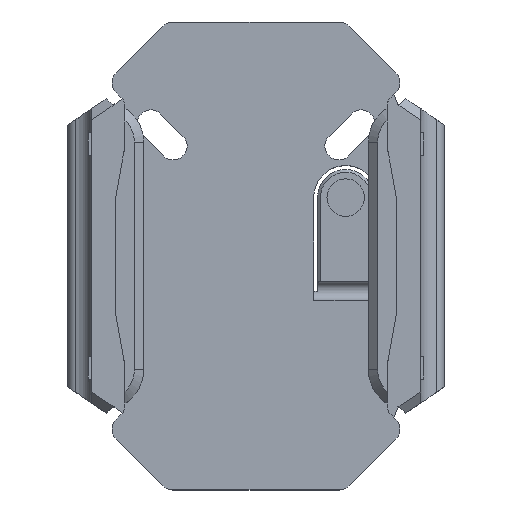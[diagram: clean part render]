
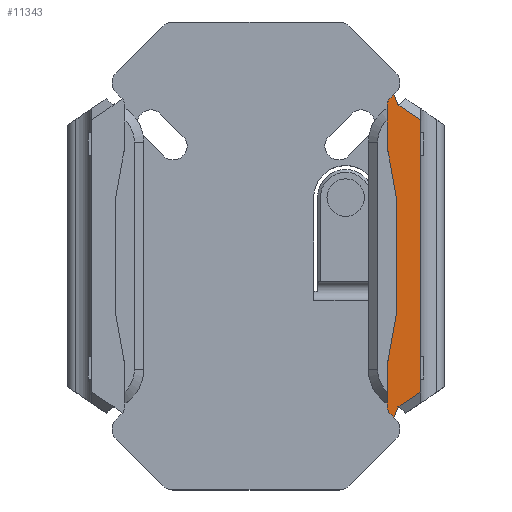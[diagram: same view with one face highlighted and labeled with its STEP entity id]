
A CAD part, top view. The second image highlights one B-rep face of the part: STEP entity #11343.
In plain terms, the highlighted planar face has unit normal (0, 0, 1).
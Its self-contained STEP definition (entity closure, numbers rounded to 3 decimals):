
#96=CIRCLE('',#11928,1.043);
#97=CIRCLE('',#11929,0.9);
#98=CIRCLE('',#11930,0.9);
#99=CIRCLE('',#11931,1.043);
#100=CIRCLE('',#11932,1.5);
#101=CIRCLE('',#11933,1.5);
#1147=FACE_OUTER_BOUND('',#1789,.T.);
#1789=EDGE_LOOP('',(#8345,#8346,#8347,#8348,#8349,#8350,#8351,#8352,#8353,
#8354,#8355,#8356,#8357,#8358,#8359,#8360,#8361,#8362));
#2589=LINE('',#16886,#3706);
#2597=LINE('',#16901,#3714);
#2598=LINE('',#16906,#3715);
#2599=LINE('',#16910,#3716);
#2600=LINE('',#16912,#3717);
#2601=LINE('',#16914,#3718);
#2602=LINE('',#16918,#3719);
#2603=LINE('',#16922,#3720);
#2604=LINE('',#16924,#3721);
#2605=LINE('',#16928,#3722);
#2606=LINE('',#16930,#3723);
#2607=LINE('',#16932,#3724);
#3706=VECTOR('',#13109,10.);
#3714=VECTOR('',#13119,10.);
#3715=VECTOR('',#13124,10.);
#3716=VECTOR('',#13127,10.);
#3717=VECTOR('',#13128,10.);
#3718=VECTOR('',#13129,10.);
#3719=VECTOR('',#13132,10.);
#3720=VECTOR('',#13135,10.);
#3721=VECTOR('',#13136,10.);
#3722=VECTOR('',#13139,10.);
#3723=VECTOR('',#13140,10.);
#3724=VECTOR('',#13141,10.);
#4845=VERTEX_POINT('',#16882);
#4847=VERTEX_POINT('',#16885);
#4853=VERTEX_POINT('',#16899);
#4854=VERTEX_POINT('',#16903);
#4855=VERTEX_POINT('',#16905);
#4856=VERTEX_POINT('',#16907);
#4857=VERTEX_POINT('',#16909);
#4858=VERTEX_POINT('',#16911);
#4859=VERTEX_POINT('',#16913);
#4860=VERTEX_POINT('',#16915);
#4861=VERTEX_POINT('',#16917);
#4862=VERTEX_POINT('',#16919);
#4863=VERTEX_POINT('',#16921);
#4864=VERTEX_POINT('',#16923);
#4865=VERTEX_POINT('',#16925);
#4866=VERTEX_POINT('',#16927);
#4867=VERTEX_POINT('',#16929);
#4868=VERTEX_POINT('',#16931);
#6133=EDGE_CURVE('',#4845,#4847,#2589,.T.);
#6141=EDGE_CURVE('',#4845,#4853,#2597,.T.);
#6142=EDGE_CURVE('',#4853,#4854,#96,.T.);
#6143=EDGE_CURVE('',#4854,#4855,#2598,.T.);
#6144=EDGE_CURVE('',#4855,#4856,#97,.T.);
#6145=EDGE_CURVE('',#4857,#4856,#2599,.T.);
#6146=EDGE_CURVE('',#4857,#4858,#2600,.T.);
#6147=EDGE_CURVE('',#4858,#4859,#2601,.T.);
#6148=EDGE_CURVE('',#4859,#4860,#98,.T.);
#6149=EDGE_CURVE('',#4860,#4861,#2602,.T.);
#6150=EDGE_CURVE('',#4861,#4862,#99,.T.);
#6151=EDGE_CURVE('',#4862,#4863,#2603,.T.);
#6152=EDGE_CURVE('',#4863,#4864,#2604,.T.);
#6153=EDGE_CURVE('',#4864,#4865,#100,.T.);
#6154=EDGE_CURVE('',#4865,#4866,#2605,.T.);
#6155=EDGE_CURVE('',#4866,#4867,#2606,.T.);
#6156=EDGE_CURVE('',#4867,#4868,#2607,.T.);
#6157=EDGE_CURVE('',#4868,#4847,#101,.T.);
#8345=ORIENTED_EDGE('',*,*,#6141,.T.);
#8346=ORIENTED_EDGE('',*,*,#6142,.T.);
#8347=ORIENTED_EDGE('',*,*,#6143,.T.);
#8348=ORIENTED_EDGE('',*,*,#6144,.T.);
#8349=ORIENTED_EDGE('',*,*,#6145,.F.);
#8350=ORIENTED_EDGE('',*,*,#6146,.T.);
#8351=ORIENTED_EDGE('',*,*,#6147,.T.);
#8352=ORIENTED_EDGE('',*,*,#6148,.T.);
#8353=ORIENTED_EDGE('',*,*,#6149,.T.);
#8354=ORIENTED_EDGE('',*,*,#6150,.T.);
#8355=ORIENTED_EDGE('',*,*,#6151,.T.);
#8356=ORIENTED_EDGE('',*,*,#6152,.T.);
#8357=ORIENTED_EDGE('',*,*,#6153,.T.);
#8358=ORIENTED_EDGE('',*,*,#6154,.T.);
#8359=ORIENTED_EDGE('',*,*,#6155,.T.);
#8360=ORIENTED_EDGE('',*,*,#6156,.T.);
#8361=ORIENTED_EDGE('',*,*,#6157,.T.);
#8362=ORIENTED_EDGE('',*,*,#6133,.F.);
#10911=PLANE('',#11927);
#11343=ADVANCED_FACE('',(#1147),#10911,.T.);
#11927=AXIS2_PLACEMENT_3D('',#16902,#13120,#13121);
#11928=AXIS2_PLACEMENT_3D('',#16904,#13122,#13123);
#11929=AXIS2_PLACEMENT_3D('',#16908,#13125,#13126);
#11930=AXIS2_PLACEMENT_3D('',#16916,#13130,#13131);
#11931=AXIS2_PLACEMENT_3D('',#16920,#13133,#13134);
#11932=AXIS2_PLACEMENT_3D('',#16926,#13137,#13138);
#11933=AXIS2_PLACEMENT_3D('',#16933,#13142,#13143);
#13109=DIRECTION('',(0.389,-0.921,0.));
#13119=DIRECTION('',(-0.702,-0.712,0.));
#13120=DIRECTION('center_axis',(0.,0.,1.));
#13121=DIRECTION('ref_axis',(-1.,0.,0.));
#13122=DIRECTION('center_axis',(0.,0.,1.));
#13123=DIRECTION('ref_axis',(-0.548,-0.837,0.));
#13124=DIRECTION('',(0.021,-1.,0.));
#13125=DIRECTION('center_axis',(0.,0.,1.));
#13126=DIRECTION('ref_axis',(0.866,0.5,0.));
#13127=DIRECTION('',(-0.177,0.984,0.));
#13128=DIRECTION('',(0.,-1.,0.));
#13129=DIRECTION('',(-0.177,-0.984,0.));
#13130=DIRECTION('center_axis',(0.,0.,1.));
#13131=DIRECTION('ref_axis',(0.866,-0.5,0.));
#13132=DIRECTION('',(-0.021,-1.,0.));
#13133=DIRECTION('center_axis',(0.,0.,1.));
#13134=DIRECTION('ref_axis',(-0.707,-0.707,0.));
#13135=DIRECTION('',(0.702,-0.712,0.));
#13136=DIRECTION('',(0.389,0.921,0.));
#13137=DIRECTION('center_axis',(0.,0.,-1.));
#13138=DIRECTION('ref_axis',(-0.912,-0.41,0.));
#13139=DIRECTION('',(0.837,0.548,0.));
#13140=DIRECTION('',(0.,1.,0.));
#13141=DIRECTION('',(-0.837,0.548,0.));
#13142=DIRECTION('center_axis',(0.,0.,-1.));
#13143=DIRECTION('ref_axis',(-0.904,0.427,0.));
#16882=CARTESIAN_POINT('',(14.721,17.227,5.5));
#16885=CARTESIAN_POINT('',(15.177,16.148,5.5));
#16886=CARTESIAN_POINT('',(14.721,17.227,5.5));
#16899=CARTESIAN_POINT('',(14.3,16.8,5.5));
#16901=CARTESIAN_POINT('',(10.467,12.911,5.5));
#16902=CARTESIAN_POINT('Origin',(15.789,0.,
5.5));
#16903=CARTESIAN_POINT('',(14.,16.046,5.5));
#16904=CARTESIAN_POINT('Origin',(15.043,16.068,5.5));
#16905=CARTESIAN_POINT('',(14.1,11.249,5.5));
#16906=CARTESIAN_POINT('',(14.168,8.008,5.5));
#16907=CARTESIAN_POINT('',(14.114,11.109,5.5));
#16908=CARTESIAN_POINT('Origin',(15.,11.268,5.5));
#16909=CARTESIAN_POINT('',(15.034,6.,5.5));
#16910=CARTESIAN_POINT('',(15.109,5.583,5.5));
#16911=CARTESIAN_POINT('',(15.034,-6.,5.5));
#16912=CARTESIAN_POINT('',(15.034,6.,5.5));
#16913=CARTESIAN_POINT('',(14.114,-11.109,5.5));
#16914=CARTESIAN_POINT('',(15.569,-3.028,5.5));
#16915=CARTESIAN_POINT('',(14.1,-11.249,5.5));
#16916=CARTESIAN_POINT('Origin',(15.,-11.268,5.5));
#16917=CARTESIAN_POINT('',(14.,-16.046,5.5));
#16918=CARTESIAN_POINT('',(14.218,-5.609,5.5));
#16919=CARTESIAN_POINT('',(14.3,-16.8,5.5));
#16920=CARTESIAN_POINT('Origin',(15.043,-16.068,5.5));
#16921=CARTESIAN_POINT('',(14.721,-17.227,5.5));
#16922=CARTESIAN_POINT('',(10.678,-13.124,5.5));
#16923=CARTESIAN_POINT('',(15.177,-16.148,5.5));
#16924=CARTESIAN_POINT('',(14.721,-17.227,5.5));
#16925=CARTESIAN_POINT('',(15.166,-16.123,5.5));
#16926=CARTESIAN_POINT('Origin',(16.534,-15.508,5.5));
#16927=CARTESIAN_POINT('',(17.579,-14.544,5.5));
#16928=CARTESIAN_POINT('',(15.166,-16.123,5.5));
#16929=CARTESIAN_POINT('',(17.579,14.544,5.5));
#16930=CARTESIAN_POINT('',(17.579,-9.265,5.5));
#16931=CARTESIAN_POINT('',(15.166,16.123,5.5));
#16932=CARTESIAN_POINT('',(15.166,16.123,5.5));
#16933=CARTESIAN_POINT('Origin',(16.534,15.508,5.5));
